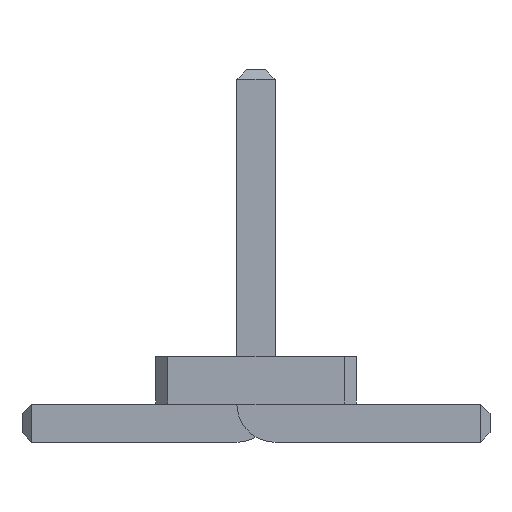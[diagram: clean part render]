
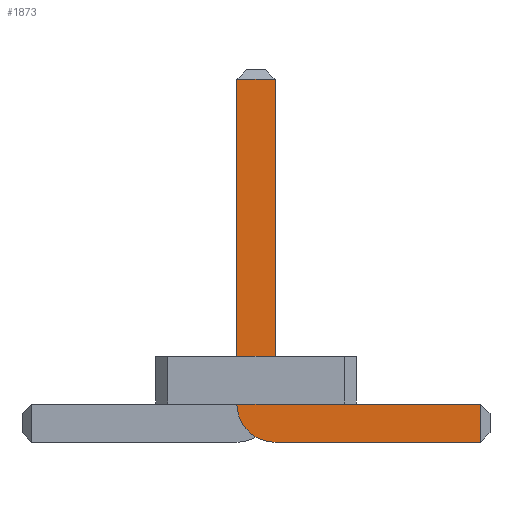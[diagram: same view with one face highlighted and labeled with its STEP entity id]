
A CAD part, front view. The second image highlights one B-rep face of the part: STEP entity #1873.
In plain terms, the highlighted planar face has unit normal (0, -1, 0).
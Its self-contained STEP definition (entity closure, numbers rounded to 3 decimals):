
#67=DIRECTION('',(1.,0.,0.));
#782=VECTOR('',#67,1.);
#835=DIRECTION('',(-1.,0.,0.));
#1547=VECTOR('',#835,1.);
#1680=DIRECTION('',(-0.,1.,0.));
#1681=DIRECTION('',(0.,0.,-1.));
#1688=VECTOR('',#1689,1.);
#1689=DIRECTION('',(0.,0.,1.));
#1700=VECTOR('',#1681,1.);
#1712=DIRECTION('',(0.,1.,0.));
#1713=DIRECTION('',(1.,0.,0.));
#1720=VERTEX_POINT('',#1721);
#1721=CARTESIAN_POINT('',(2.35,-7.82,0.));
#1724=ORIENTED_EDGE('',*,*,#1725,.T.);
#1725=EDGE_CURVE('',#1720,#1726,#1728,.T.);
#1726=VERTEX_POINT('',#1727);
#1727=CARTESIAN_POINT('',(0.2,-7.82,0.));
#1728=LINE('',#1729,#1547);
#1729=CARTESIAN_POINT('',(2.45,-7.82,0.));
#1768=VERTEX_POINT('',#1769);
#1769=CARTESIAN_POINT('',(-0.2,-7.82,0.4));
#1772=EDGE_CURVE('',#1726,#1768,#1773,.T.);
#1773=CIRCLE('',#1774,0.4);
#1774=AXIS2_PLACEMENT_3D('',#1775,#1680,#1681);
#1775=CARTESIAN_POINT('',(0.2,-7.82,0.4));
#1784=VERTEX_POINT('',#1775);
#1786=ORIENTED_EDGE('',*,*,#1787,.T.);
#1787=EDGE_CURVE('',#1784,#1788,#1790,.T.);
#1788=VERTEX_POINT('',#1789);
#1789=CARTESIAN_POINT('',(2.35,-7.82,0.4));
#1790=LINE('',#1775,#782);
#1800=ORIENTED_EDGE('',*,*,#1801,.T.);
#1801=EDGE_CURVE('',#1768,#1802,#1804,.T.);
#1802=VERTEX_POINT('',#1803);
#1803=CARTESIAN_POINT('',(-0.2,-7.82,3.8));
#1804=LINE('',#1805,#1688);
#1805=CARTESIAN_POINT('',(-0.2,-7.82,0.));
#1818=VERTEX_POINT('',#1819);
#1819=CARTESIAN_POINT('',(0.2,-7.82,3.8));
#1821=ORIENTED_EDGE('',*,*,#1822,.T.);
#1822=EDGE_CURVE('',#1818,#1784,#1823,.T.);
#1823=LINE('',#1824,#1700);
#1824=CARTESIAN_POINT('',(0.2,-7.82,3.9));
#1873=ADVANCED_FACE('',(#1874),#1883,.F.);
#1874=FACE_BOUND('',#1875,.F.);
#1875=EDGE_LOOP('',(#1724,#1876,#1800,#1877,#1821,#1786,#1880));
#1876=ORIENTED_EDGE('',*,*,#1772,.T.);
#1877=ORIENTED_EDGE('',*,*,#1878,.T.);
#1878=EDGE_CURVE('',#1802,#1818,#1879,.T.);
#1879=LINE('',#1803,#782);
#1880=ORIENTED_EDGE('',*,*,#1881,.T.);
#1881=EDGE_CURVE('',#1788,#1720,#1882,.T.);
#1882=LINE('',#1789,#1700);
#1883=PLANE('',#1884);
#1884=AXIS2_PLACEMENT_3D('',#1885,#1712,#1713);
#1885=CARTESIAN_POINT('',(0.524,-7.82,1.349));
